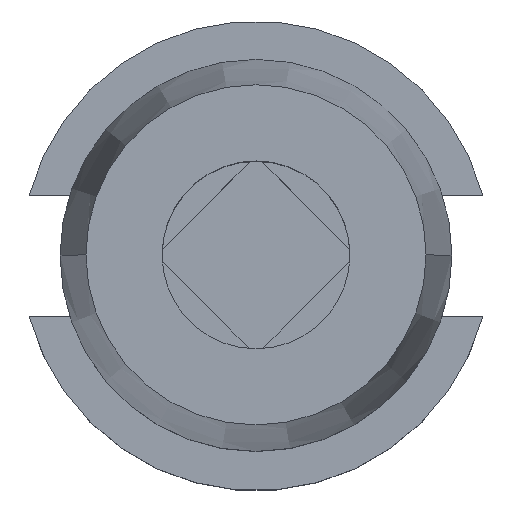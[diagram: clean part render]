
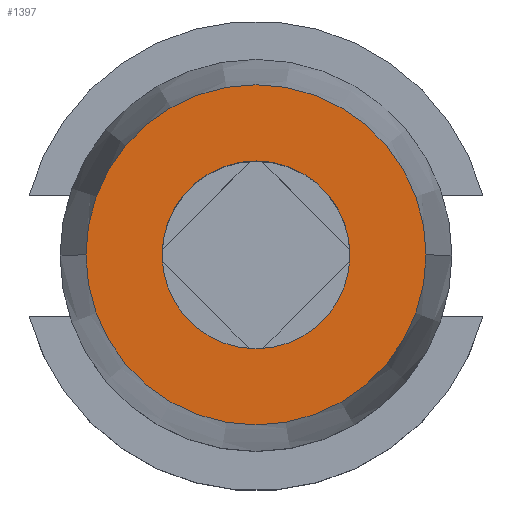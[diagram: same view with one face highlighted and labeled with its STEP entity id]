
A CAD part, top view. The second image highlights one B-rep face of the part: STEP entity #1397.
In plain terms, the highlighted planar face has unit normal (0, 0, 1).
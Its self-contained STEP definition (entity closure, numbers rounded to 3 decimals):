
#5 = AXIS2_PLACEMENT_3D ( 'NONE', #916, #27, #925 ) ;
#27 = DIRECTION ( 'NONE',  ( 0., 0., -1. ) ) ;
#38 = EDGE_CURVE ( 'NONE', #389, #63, #1161, .T. ) ;
#63 = VERTEX_POINT ( 'NONE', #1252 ) ;
#142 = VERTEX_POINT ( 'NONE', #653 ) ;
#307 = DIRECTION ( 'NONE',  ( 0., 0., -1. ) ) ;
#361 = CARTESIAN_POINT ( 'NONE',  ( 0., 23., 101.6 ) ) ;
#385 = EDGE_CURVE ( 'NONE', #142, #1464, #1665, .T. ) ;
#387 = FACE_OUTER_BOUND ( 'NONE', #1803, .T. ) ;
#389 = VERTEX_POINT ( 'NONE', #1836 ) ;
#470 = EDGE_CURVE ( 'NONE', #63, #389, #569, .T. ) ;
#569 = CIRCLE ( 'NONE', #1704, 23. ) ;
#633 = EDGE_LOOP ( 'NONE', ( #1488, #1654 ) ) ;
#653 = CARTESIAN_POINT ( 'NONE',  ( -12.7, 0., 101.6 ) ) ;
#672 = CIRCLE ( 'NONE', #1967, 12.7 ) ;
#771 = DIRECTION ( 'NONE',  ( 0., 0., -1. ) ) ;
#782 = DIRECTION ( 'NONE',  ( -1., 0., 0. ) ) ;
#893 = DIRECTION ( 'NONE',  ( -1., 0., 0. ) ) ;
#916 = CARTESIAN_POINT ( 'NONE',  ( 0., 0., 101.6 ) ) ;
#925 = DIRECTION ( 'NONE',  ( -1., 0., 0. ) ) ;
#1110 = ORIENTED_EDGE ( 'NONE', *, *, #470, .F. ) ;
#1112 = ORIENTED_EDGE ( 'NONE', *, *, #38, .F. ) ;
#1160 = DIRECTION ( 'NONE',  ( 0., 0., -1. ) ) ;
#1161 = CIRCLE ( 'NONE', #5, 23. ) ;
#1252 = CARTESIAN_POINT ( 'NONE',  ( -23., 0., 101.6 ) ) ;
#1297 = EDGE_CURVE ( 'NONE', #1464, #142, #672, .T. ) ;
#1326 = CARTESIAN_POINT ( 'NONE',  ( 12.7, 0., 101.6 ) ) ;
#1397 = ADVANCED_FACE ( 'NONE', ( #1864, #387 ), #1758, .T. ) ;
#1430 = DIRECTION ( 'NONE',  ( 1., 0., 0. ) ) ;
#1464 = VERTEX_POINT ( 'NONE', #1326 ) ;
#1465 = DIRECTION ( 'NONE',  ( -1., 0., 0. ) ) ;
#1488 = ORIENTED_EDGE ( 'NONE', *, *, #385, .T. ) ;
#1509 = AXIS2_PLACEMENT_3D ( 'NONE', #361, #1584, #1430 ) ;
#1538 = AXIS2_PLACEMENT_3D ( 'NONE', #1811, #307, #893 ) ;
#1584 = DIRECTION ( 'NONE',  ( 0., 0., 1. ) ) ;
#1616 = CARTESIAN_POINT ( 'NONE',  ( 0., 0., 101.6 ) ) ;
#1654 = ORIENTED_EDGE ( 'NONE', *, *, #1297, .T. ) ;
#1665 = CIRCLE ( 'NONE', #1538, 12.7 ) ;
#1688 = CARTESIAN_POINT ( 'NONE',  ( 0., 0., 101.6 ) ) ;
#1704 = AXIS2_PLACEMENT_3D ( 'NONE', #1688, #771, #782 ) ;
#1758 = PLANE ( 'NONE',  #1509 ) ;
#1803 = EDGE_LOOP ( 'NONE', ( #1110, #1112 ) ) ;
#1811 = CARTESIAN_POINT ( 'NONE',  ( 0., 0., 101.6 ) ) ;
#1836 = CARTESIAN_POINT ( 'NONE',  ( 23., 0., 101.6 ) ) ;
#1864 = FACE_BOUND ( 'NONE', #633, .T. ) ;
#1967 = AXIS2_PLACEMENT_3D ( 'NONE', #1616, #1160, #1465 ) ;
